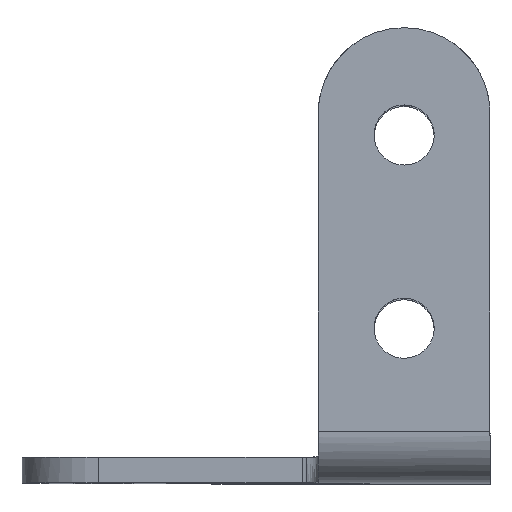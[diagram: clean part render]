
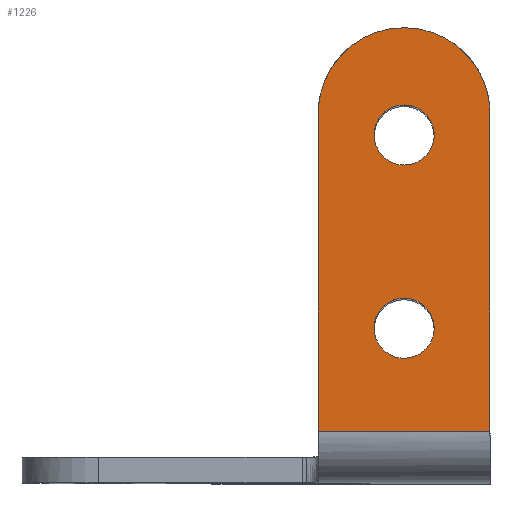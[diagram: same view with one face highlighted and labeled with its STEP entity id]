
A CAD part, top view. The second image highlights one B-rep face of the part: STEP entity #1226.
In plain terms, the highlighted planar face has unit normal (0, 0, 1).
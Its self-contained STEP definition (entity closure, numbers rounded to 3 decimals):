
#1064=CARTESIAN_POINT('Vertex',(10.,6.,108.)) ;
#1067=CARTESIAN_POINT('Line Origine',(-17.256,6.,108.)) ;
#1071=CARTESIAN_POINT('Vertex',(-10.,6.,108.)) ;
#1098=CARTESIAN_POINT('Axis2P3D Location',(0.,53.,108.)) ;
#1103=CARTESIAN_POINT('Line Origine',(10.,28.,108.)) ;
#1107=CARTESIAN_POINT('Vertex',(10.,43.,108.)) ;
#1111=CARTESIAN_POINT('Control Point',(0.,53.,108.)) ;
#1112=CARTESIAN_POINT('Control Point',(3.141,53.,108.)) ;
#1113=CARTESIAN_POINT('Control Point',(6.286,51.769,108.)) ;
#1114=CARTESIAN_POINT('Control Point',(8.769,49.289,108.)) ;
#1115=CARTESIAN_POINT('Control Point',(10.,46.141,108.)) ;
#1116=CARTESIAN_POINT('Control Point',(10.,43.,108.)) ;
#1117=CARTESIAN_POINT('Vertex',(0.,53.,108.)) ;
#1121=CARTESIAN_POINT('Control Point',(0.,53.,108.)) ;
#1122=CARTESIAN_POINT('Control Point',(-3.141,53.,108.)) ;
#1123=CARTESIAN_POINT('Control Point',(-6.286,51.769,108.)) ;
#1124=CARTESIAN_POINT('Control Point',(-8.769,49.289,108.)) ;
#1125=CARTESIAN_POINT('Control Point',(-10.,46.141,108.)) ;
#1126=CARTESIAN_POINT('Control Point',(-10.,43.,108.)) ;
#1127=CARTESIAN_POINT('Vertex',(-10.,43.,108.)) ;
#1130=CARTESIAN_POINT('Line Origine',(-10.,28.,108.)) ;
#1143=CARTESIAN_POINT('Control Point',(-3.5,18.,108.)) ;
#1144=CARTESIAN_POINT('Control Point',(-3.5,18.746,108.)) ;
#1145=CARTESIAN_POINT('Control Point',(-3.301,19.491,108.)) ;
#1146=CARTESIAN_POINT('Control Point',(-2.904,20.166,108.)) ;
#1147=CARTESIAN_POINT('Control Point',(-2.069,20.969,108.)) ;
#1148=CARTESIAN_POINT('Control Point',(-1.017,21.38,108.)) ;
#1149=CARTESIAN_POINT('Control Point',(-0.65,21.47,108.)) ;
#1150=CARTESIAN_POINT('Control Point',(0.1,21.548,108.)) ;
#1151=CARTESIAN_POINT('Control Point',(0.844,21.428,108.)) ;
#1152=CARTESIAN_POINT('Control Point',(1.206,21.318,108.)) ;
#1153=CARTESIAN_POINT('Control Point',(2.197,20.864,108.)) ;
#1154=CARTESIAN_POINT('Control Point',(2.965,20.059,108.)) ;
#1155=CARTESIAN_POINT('Control Point',(3.322,19.412,108.)) ;
#1156=CARTESIAN_POINT('Control Point',(3.5,18.706,108.)) ;
#1157=CARTESIAN_POINT('Control Point',(3.5,18.,108.)) ;
#1158=CARTESIAN_POINT('Vertex',(-3.5,18.,108.)) ;
#1160=CARTESIAN_POINT('Vertex',(3.5,18.,108.)) ;
#1164=CARTESIAN_POINT('Control Point',(-3.5,18.,108.)) ;
#1165=CARTESIAN_POINT('Control Point',(-3.5,17.254,108.)) ;
#1166=CARTESIAN_POINT('Control Point',(-3.301,16.509,108.)) ;
#1167=CARTESIAN_POINT('Control Point',(-2.904,15.834,108.)) ;
#1168=CARTESIAN_POINT('Control Point',(-2.069,15.031,108.)) ;
#1169=CARTESIAN_POINT('Control Point',(-1.017,14.62,108.)) ;
#1170=CARTESIAN_POINT('Control Point',(-0.65,14.53,108.)) ;
#1171=CARTESIAN_POINT('Control Point',(0.1,14.452,108.)) ;
#1172=CARTESIAN_POINT('Control Point',(0.844,14.572,108.)) ;
#1173=CARTESIAN_POINT('Control Point',(1.206,14.682,108.)) ;
#1174=CARTESIAN_POINT('Control Point',(2.197,15.136,108.)) ;
#1175=CARTESIAN_POINT('Control Point',(2.965,15.941,108.)) ;
#1176=CARTESIAN_POINT('Control Point',(3.322,16.588,108.)) ;
#1177=CARTESIAN_POINT('Control Point',(3.5,17.294,108.)) ;
#1178=CARTESIAN_POINT('Control Point',(3.5,18.,108.)) ;
#1185=CARTESIAN_POINT('Control Point',(-3.5,40.5,108.)) ;
#1186=CARTESIAN_POINT('Control Point',(-3.5,41.246,108.)) ;
#1187=CARTESIAN_POINT('Control Point',(-3.301,41.991,108.)) ;
#1188=CARTESIAN_POINT('Control Point',(-2.904,42.666,108.)) ;
#1189=CARTESIAN_POINT('Control Point',(-2.069,43.469,108.)) ;
#1190=CARTESIAN_POINT('Control Point',(-1.017,43.88,108.)) ;
#1191=CARTESIAN_POINT('Control Point',(-0.65,43.97,108.)) ;
#1192=CARTESIAN_POINT('Control Point',(0.1,44.048,108.)) ;
#1193=CARTESIAN_POINT('Control Point',(0.844,43.928,108.)) ;
#1194=CARTESIAN_POINT('Control Point',(1.206,43.818,108.)) ;
#1195=CARTESIAN_POINT('Control Point',(2.197,43.364,108.)) ;
#1196=CARTESIAN_POINT('Control Point',(2.965,42.559,108.)) ;
#1197=CARTESIAN_POINT('Control Point',(3.322,41.912,108.)) ;
#1198=CARTESIAN_POINT('Control Point',(3.5,41.206,108.)) ;
#1199=CARTESIAN_POINT('Control Point',(3.5,40.5,108.)) ;
#1200=CARTESIAN_POINT('Vertex',(-3.5,40.5,108.)) ;
#1202=CARTESIAN_POINT('Vertex',(3.5,40.5,108.)) ;
#1206=CARTESIAN_POINT('Control Point',(-3.5,40.5,108.)) ;
#1207=CARTESIAN_POINT('Control Point',(-3.5,39.754,108.)) ;
#1208=CARTESIAN_POINT('Control Point',(-3.301,39.009,108.)) ;
#1209=CARTESIAN_POINT('Control Point',(-2.904,38.334,108.)) ;
#1210=CARTESIAN_POINT('Control Point',(-2.069,37.531,108.)) ;
#1211=CARTESIAN_POINT('Control Point',(-1.017,37.12,108.)) ;
#1212=CARTESIAN_POINT('Control Point',(-0.65,37.03,108.)) ;
#1213=CARTESIAN_POINT('Control Point',(0.1,36.952,108.)) ;
#1214=CARTESIAN_POINT('Control Point',(0.844,37.072,108.)) ;
#1215=CARTESIAN_POINT('Control Point',(1.206,37.182,108.)) ;
#1216=CARTESIAN_POINT('Control Point',(2.197,37.636,108.)) ;
#1217=CARTESIAN_POINT('Control Point',(2.965,38.441,108.)) ;
#1218=CARTESIAN_POINT('Control Point',(3.322,39.088,108.)) ;
#1219=CARTESIAN_POINT('Control Point',(3.5,39.794,108.)) ;
#1220=CARTESIAN_POINT('Control Point',(3.5,40.5,108.)) ;
#1068=DIRECTION('Vector Direction',(1.,0.,0.)) ;
#1099=DIRECTION('Axis2P3D Direction',(0.,0.,1.)) ;
#1100=DIRECTION('Axis2P3D XDirection',(0.,-1.,0.)) ;
#1104=DIRECTION('Vector Direction',(0.,-1.,0.)) ;
#1131=DIRECTION('Vector Direction',(0.,-1.,0.)) ;
#1101=AXIS2_PLACEMENT_3D('Plane Axis2P3D',#1098,#1099,#1100) ;
#1136=ORIENTED_EDGE('',*,*,#1109,.F.) ;
#1137=ORIENTED_EDGE('',*,*,#1119,.F.) ;
#1138=ORIENTED_EDGE('',*,*,#1129,.T.) ;
#1139=ORIENTED_EDGE('',*,*,#1134,.T.) ;
#1140=ORIENTED_EDGE('',*,*,#1073,.T.) ;
#1181=ORIENTED_EDGE('',*,*,#1162,.T.) ;
#1182=ORIENTED_EDGE('',*,*,#1179,.F.) ;
#1223=ORIENTED_EDGE('',*,*,#1204,.T.) ;
#1224=ORIENTED_EDGE('',*,*,#1221,.F.) ;
#1183=FACE_BOUND('',#1180,.T.) ;
#1225=FACE_BOUND('',#1222,.T.) ;
#1069=VECTOR('Line Direction',#1068,1.) ;
#1105=VECTOR('Line Direction',#1104,1.) ;
#1132=VECTOR('Line Direction',#1131,1.) ;
#1226=ADVANCED_FACE('',(#1141,#1183,#1225),#1102,.T.) ;
#1110=B_SPLINE_CURVE_WITH_KNOTS('',5,(#1111,#1112,#1113,#1114,#1115,#1116),.UNSPECIFIED.,.F.,.U.,(6,6),(0.,22.213),.UNSPECIFIED.) ;
#1120=B_SPLINE_CURVE_WITH_KNOTS('',5,(#1121,#1122,#1123,#1124,#1125,#1126),.UNSPECIFIED.,.F.,.U.,(6,6),(0.,22.213),.UNSPECIFIED.) ;
#1142=B_SPLINE_CURVE_WITH_KNOTS('',5,(#1143,#1144,#1145,#1146,#1147,#1148,#1149,#1150,#1151,#1152,#1153,#1154,#1155,#1156,#1157),.UNSPECIFIED.,.F.,.U.,(6,3,3,3,6),(0.,5.272,7.914,10.556,15.55),.UNSPECIFIED.) ;
#1163=B_SPLINE_CURVE_WITH_KNOTS('',5,(#1164,#1165,#1166,#1167,#1168,#1169,#1170,#1171,#1172,#1173,#1174,#1175,#1176,#1177,#1178),.UNSPECIFIED.,.F.,.U.,(6,3,3,3,6),(0.,5.272,7.914,10.556,15.55),.UNSPECIFIED.) ;
#1184=B_SPLINE_CURVE_WITH_KNOTS('',5,(#1185,#1186,#1187,#1188,#1189,#1190,#1191,#1192,#1193,#1194,#1195,#1196,#1197,#1198,#1199),.UNSPECIFIED.,.F.,.U.,(6,3,3,3,6),(0.,5.272,7.914,10.556,15.55),.UNSPECIFIED.) ;
#1205=B_SPLINE_CURVE_WITH_KNOTS('',5,(#1206,#1207,#1208,#1209,#1210,#1211,#1212,#1213,#1214,#1215,#1216,#1217,#1218,#1219,#1220),.UNSPECIFIED.,.F.,.U.,(6,3,3,3,6),(0.,5.272,7.914,10.556,15.55),.UNSPECIFIED.) ;
#1073=EDGE_CURVE('',#1072,#1065,#1070,.T.) ;
#1109=EDGE_CURVE('',#1108,#1065,#1106,.T.) ;
#1119=EDGE_CURVE('',#1118,#1108,#1110,.T.) ;
#1129=EDGE_CURVE('',#1118,#1128,#1120,.T.) ;
#1134=EDGE_CURVE('',#1128,#1072,#1133,.T.) ;
#1162=EDGE_CURVE('',#1159,#1161,#1142,.T.) ;
#1179=EDGE_CURVE('',#1159,#1161,#1163,.T.) ;
#1204=EDGE_CURVE('',#1201,#1203,#1184,.T.) ;
#1221=EDGE_CURVE('',#1201,#1203,#1205,.T.) ;
#1135=EDGE_LOOP('',(#1136,#1137,#1138,#1139,#1140)) ;
#1180=EDGE_LOOP('',(#1181,#1182)) ;
#1222=EDGE_LOOP('',(#1223,#1224)) ;
#1141=FACE_OUTER_BOUND('',#1135,.T.) ;
#1070=LINE('Line',#1067,#1069) ;
#1106=LINE('Line',#1103,#1105) ;
#1133=LINE('Line',#1130,#1132) ;
#1102=PLANE('Plane',#1101) ;
#1065=VERTEX_POINT('',#1064) ;
#1072=VERTEX_POINT('',#1071) ;
#1108=VERTEX_POINT('',#1107) ;
#1118=VERTEX_POINT('',#1117) ;
#1128=VERTEX_POINT('',#1127) ;
#1159=VERTEX_POINT('',#1158) ;
#1161=VERTEX_POINT('',#1160) ;
#1201=VERTEX_POINT('',#1200) ;
#1203=VERTEX_POINT('',#1202) ;
